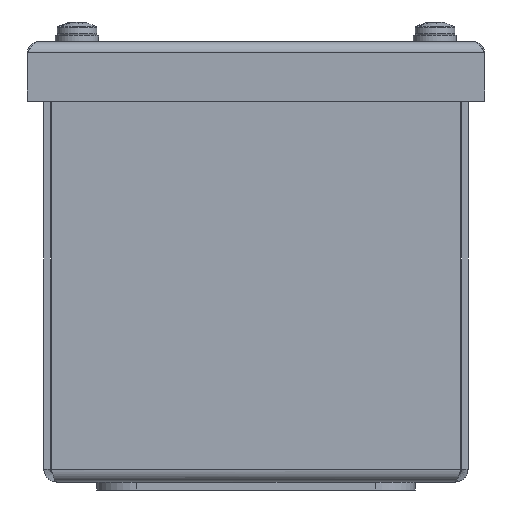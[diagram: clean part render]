
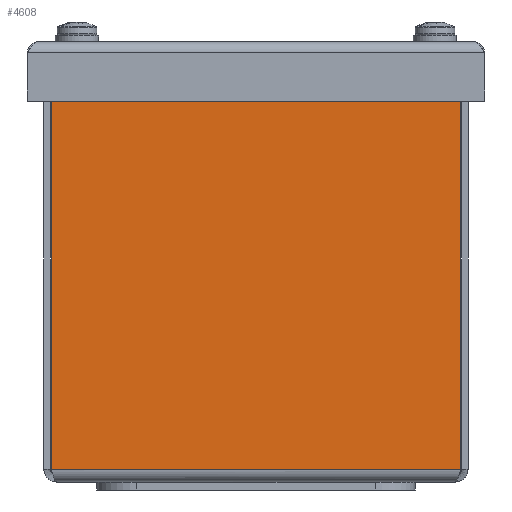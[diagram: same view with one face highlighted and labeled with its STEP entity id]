
A CAD part, front view. The second image highlights one B-rep face of the part: STEP entity #4608.
In plain terms, the highlighted planar face has unit normal (0, -1, 0).
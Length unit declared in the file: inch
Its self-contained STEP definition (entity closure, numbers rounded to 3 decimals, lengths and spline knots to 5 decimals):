
#573=PLANE('',#5126);
#750=FACE_OUTER_BOUND('',#1029,.T.);
#1029=EDGE_LOOP('',(#3624,#3625,#3626,#3627));
#1389=LINE('',#7105,#1785);
#1397=LINE('',#7126,#1793);
#1398=LINE('',#7128,#1794);
#1399=LINE('',#7129,#1795);
#1785=VECTOR('',#5839,0.3937);
#1793=VECTOR('',#5867,0.3937);
#1794=VECTOR('',#5868,0.3937);
#1795=VECTOR('',#5869,0.3937);
#2298=VERTEX_POINT('',#7102);
#2299=VERTEX_POINT('',#7104);
#2302=VERTEX_POINT('',#7125);
#2303=VERTEX_POINT('',#7127);
#2772=EDGE_CURVE('',#2299,#2298,#1389,.T.);
#2783=EDGE_CURVE('',#2302,#2298,#1397,.T.);
#2784=EDGE_CURVE('',#2302,#2303,#1398,.T.);
#2785=EDGE_CURVE('',#2299,#2303,#1399,.T.);
#3624=ORIENTED_EDGE('',*,*,#2772,.T.);
#3625=ORIENTED_EDGE('',*,*,#2783,.F.);
#3626=ORIENTED_EDGE('',*,*,#2784,.T.);
#3627=ORIENTED_EDGE('',*,*,#2785,.F.);
#4608=ADVANCED_FACE('',(#750),#573,.F.);
#5126=AXIS2_PLACEMENT_3D('',#7124,#5865,#5866);
#5839=DIRECTION('',(-1.,0.,0.));
#5865=DIRECTION('center_axis',(0.,1.,0.));
#5866=DIRECTION('ref_axis',(1.,0.,0.));
#5867=DIRECTION('',(0.,0.,1.));
#5868=DIRECTION('',(1.,0.,0.));
#5869=DIRECTION('',(0.,0.,-1.));
#7102=CARTESIAN_POINT('',(-1.92995,-2.,3.89413));
#7104=CARTESIAN_POINT('',(1.92995,-2.,3.89413));
#7105=CARTESIAN_POINT('',(0.96498,-2.,3.89413));
#7124=CARTESIAN_POINT('Origin',(0.,-2.,2.00709));
#7125=CARTESIAN_POINT('',(-1.92995,-2.,0.1215));
#7126=CARTESIAN_POINT('',(-1.92995,-2.,0.1215));
#7127=CARTESIAN_POINT('',(1.92995,-2.,0.1215));
#7128=CARTESIAN_POINT('',(0.,-2.,0.1215));
#7129=CARTESIAN_POINT('',(1.92995,-2.,0.1215));
